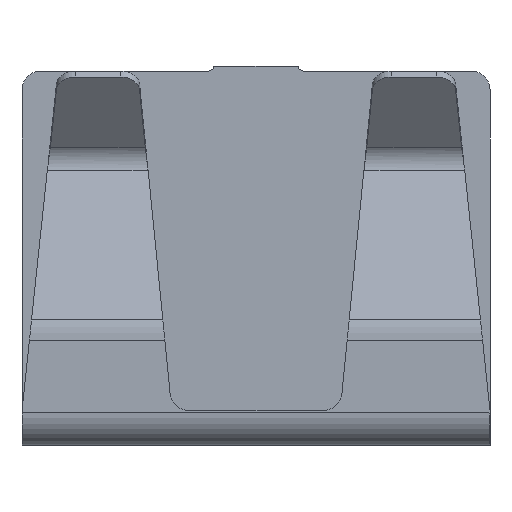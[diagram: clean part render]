
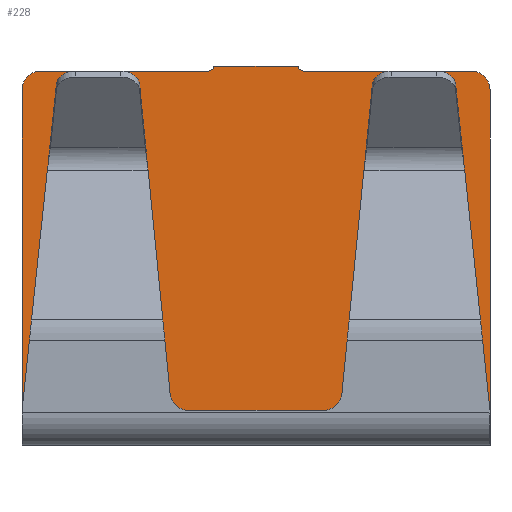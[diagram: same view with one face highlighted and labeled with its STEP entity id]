
A CAD part, front view. The second image highlights one B-rep face of the part: STEP entity #228.
In plain terms, the highlighted planar face has unit normal (0, -1, 0).
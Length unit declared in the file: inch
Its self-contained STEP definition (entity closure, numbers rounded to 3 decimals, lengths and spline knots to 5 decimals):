
#3 = DIRECTION ( 'NONE',  ( 0., -1., 0. ) ) ;
#92 = CARTESIAN_POINT ( 'NONE',  ( -0.04041, 0., 0.32008 ) ) ;
#123 = LINE ( 'NONE', #820, #819 ) ;
#135 = VECTOR ( 'NONE', #1956, 39.37008 ) ;
#163 = VERTEX_POINT ( 'NONE', #561 ) ;
#177 = VERTEX_POINT ( 'NONE', #1926 ) ;
#223 = VECTOR ( 'NONE', #496, 39.37008 ) ;
#228 = ADVANCED_FACE ( 'NONE', ( #1156 ), #1730, .T. ) ;
#241 = EDGE_CURVE ( 'NONE', #1626, #535, #1794, .T. ) ;
#268 = EDGE_CURVE ( 'NONE', #1038, #535, #123, .T. ) ;
#270 = DIRECTION ( 'NONE',  ( 0., 0., 1. ) ) ;
#313 = CARTESIAN_POINT ( 'NONE',  ( 0.03543, 0., 0.3189 ) ) ;
#330 = ORIENTED_EDGE ( 'NONE', *, *, #1135, .F. ) ;
#344 = ORIENTED_EDGE ( 'NONE', *, *, #1602, .F. ) ;
#375 = DIRECTION ( 'NONE',  ( 0., -1., 0. ) ) ;
#425 = DIRECTION ( 'NONE',  ( 0., 1., 0. ) ) ;
#456 = CARTESIAN_POINT ( 'NONE',  ( -0.1811, 0., 0.31496 ) ) ;
#496 = DIRECTION ( 'NONE',  ( 1., 0., 0. ) ) ;
#535 = VERTEX_POINT ( 'NONE', #1853 ) ;
#561 = CARTESIAN_POINT ( 'NONE',  ( -0.04041, 0., 0.31496 ) ) ;
#598 = VERTEX_POINT ( 'NONE', #313 ) ;
#601 = LINE ( 'NONE', #1736, #1308 ) ;
#633 = ORIENTED_EDGE ( 'NONE', *, *, #958, .F. ) ;
#639 = DIRECTION ( 'NONE',  ( 0., 0., -1. ) ) ;
#651 = DIRECTION ( 'NONE',  ( 0., 0., -1. ) ) ;
#732 = EDGE_CURVE ( 'NONE', #1664, #163, #1124, .T. ) ;
#733 = AXIS2_PLACEMENT_3D ( 'NONE', #2035, #1901, #1574 ) ;
#740 = ORIENTED_EDGE ( 'NONE', *, *, #241, .F. ) ;
#773 = CARTESIAN_POINT ( 'NONE',  ( -0.04041, 0., 0.32008 ) ) ;
#791 = AXIS2_PLACEMENT_3D ( 'NONE', #1261, #3, #639 ) ;
#819 = VECTOR ( 'NONE', #1468, 39.37008 ) ;
#820 = CARTESIAN_POINT ( 'NONE',  ( -0.04041, 0., 0.02756 ) ) ;
#828 = CARTESIAN_POINT ( 'NONE',  ( -0.03543, 0., 0.3189 ) ) ;
#829 = AXIS2_PLACEMENT_3D ( 'NONE', #92, #375, #1681 ) ;
#832 = ORIENTED_EDGE ( 'NONE', *, *, #1627, .F. ) ;
#926 = CARTESIAN_POINT ( 'NONE',  ( -0.19685, 0., 0.29921 ) ) ;
#950 = CARTESIAN_POINT ( 'NONE',  ( 0.1811, 0., 0.29921 ) ) ;
#958 = EDGE_CURVE ( 'NONE', #1038, #1971, #601, .T. ) ;
#977 = EDGE_CURVE ( 'NONE', #598, #177, #1696, .T. ) ;
#1030 = AXIS2_PLACEMENT_3D ( 'NONE', #773, #1254, #1772 ) ;
#1033 = DIRECTION ( 'NONE',  ( 1., 0., 0. ) ) ;
#1037 = AXIS2_PLACEMENT_3D ( 'NONE', #950, #425, #270 ) ;
#1038 = VERTEX_POINT ( 'NONE', #1141 ) ;
#1054 = VERTEX_POINT ( 'NONE', #828 ) ;
#1124 = LINE ( 'NONE', #1753, #135 ) ;
#1135 = EDGE_CURVE ( 'NONE', #1054, #598, #1172, .T. ) ;
#1141 = CARTESIAN_POINT ( 'NONE',  ( -0.19685, 0., 0.02756 ) ) ;
#1156 = FACE_OUTER_BOUND ( 'NONE', #1267, .T. ) ;
#1166 = CARTESIAN_POINT ( 'NONE',  ( 0.19685, 0., 0.29921 ) ) ;
#1172 = LINE ( 'NONE', #1932, #223 ) ;
#1237 = ORIENTED_EDGE ( 'NONE', *, *, #268, .T. ) ;
#1242 = CIRCLE ( 'NONE', #829, 0.00512 ) ;
#1254 = DIRECTION ( 'NONE',  ( 0., -1., 0. ) ) ;
#1261 = CARTESIAN_POINT ( 'NONE',  ( 0.04041, 0., 0.32008 ) ) ;
#1267 = EDGE_LOOP ( 'NONE', ( #633, #1237, #740, #832, #1555, #2033, #330, #2004, #1991, #344 ) ) ;
#1298 = VECTOR ( 'NONE', #651, 39.37008 ) ;
#1308 = VECTOR ( 'NONE', #1725, 39.37008 ) ;
#1468 = DIRECTION ( 'NONE',  ( 1., 0., 0. ) ) ;
#1469 = VECTOR ( 'NONE', #1033, 39.37008 ) ;
#1503 = EDGE_CURVE ( 'NONE', #177, #1866, #1655, .T. ) ;
#1512 = CARTESIAN_POINT ( 'NONE',  ( 0.04041, 0., 0.31496 ) ) ;
#1547 = CARTESIAN_POINT ( 'NONE',  ( 0.1811, 0., 0.31496 ) ) ;
#1553 = CARTESIAN_POINT ( 'NONE',  ( 0.19685, 0., 0.29921 ) ) ;
#1555 = ORIENTED_EDGE ( 'NONE', *, *, #1503, .F. ) ;
#1574 = DIRECTION ( 'NONE',  ( 0., 0., 1. ) ) ;
#1602 = EDGE_CURVE ( 'NONE', #1971, #1664, #1631, .T. ) ;
#1626 = VERTEX_POINT ( 'NONE', #1553 ) ;
#1627 = EDGE_CURVE ( 'NONE', #1866, #1626, #1897, .T. ) ;
#1631 = CIRCLE ( 'NONE', #733, 0.01575 ) ;
#1655 = LINE ( 'NONE', #1512, #1469 ) ;
#1664 = VERTEX_POINT ( 'NONE', #456 ) ;
#1681 = DIRECTION ( 'NONE',  ( 0., 0., -1. ) ) ;
#1696 = CIRCLE ( 'NONE', #791, 0.00512 ) ;
#1725 = DIRECTION ( 'NONE',  ( 0., 0., 1. ) ) ;
#1730 = PLANE ( 'NONE',  #1030 ) ;
#1736 = CARTESIAN_POINT ( 'NONE',  ( -0.19685, 0., -0.13327 ) ) ;
#1753 = CARTESIAN_POINT ( 'NONE',  ( -0.1811, 0., 0.31496 ) ) ;
#1772 = DIRECTION ( 'NONE',  ( 0., 0., -1. ) ) ;
#1794 = LINE ( 'NONE', #1166, #1298 ) ;
#1825 = EDGE_CURVE ( 'NONE', #163, #1054, #1242, .T. ) ;
#1853 = CARTESIAN_POINT ( 'NONE',  ( 0.19685, 0., 0.02756 ) ) ;
#1866 = VERTEX_POINT ( 'NONE', #1547 ) ;
#1897 = CIRCLE ( 'NONE', #1037, 0.01575 ) ;
#1901 = DIRECTION ( 'NONE',  ( 0., 1., 0. ) ) ;
#1926 = CARTESIAN_POINT ( 'NONE',  ( 0.04041, 0., 0.31496 ) ) ;
#1932 = CARTESIAN_POINT ( 'NONE',  ( -0.03543, 0., 0.3189 ) ) ;
#1956 = DIRECTION ( 'NONE',  ( 1., 0., 0. ) ) ;
#1971 = VERTEX_POINT ( 'NONE', #926 ) ;
#1991 = ORIENTED_EDGE ( 'NONE', *, *, #732, .F. ) ;
#2004 = ORIENTED_EDGE ( 'NONE', *, *, #1825, .F. ) ;
#2033 = ORIENTED_EDGE ( 'NONE', *, *, #977, .F. ) ;
#2035 = CARTESIAN_POINT ( 'NONE',  ( -0.1811, 0., 0.29921 ) ) ;
